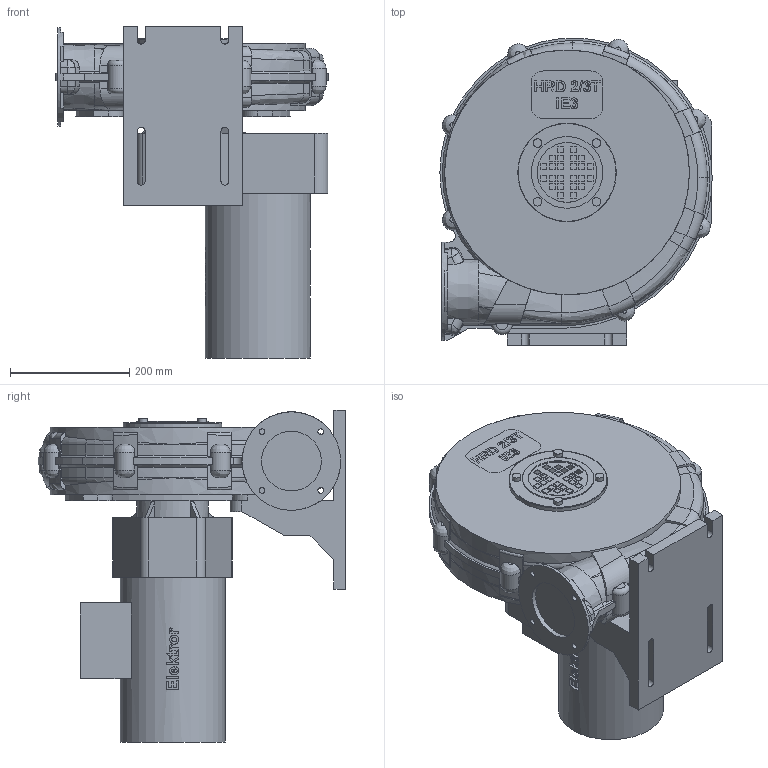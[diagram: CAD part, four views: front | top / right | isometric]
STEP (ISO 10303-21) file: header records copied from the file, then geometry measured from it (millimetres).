
FILE_DESCRIPTION((''),'2;1');
FILE_NAME('AttTemp.stp','2014-06-03T07:10:25',('Long'),(''),'Autodesk Inventor 2012','Autodesk Inventor 2012','');
FILE_SCHEMA(('AUTOMOTIVE_DESIGN { 1 0 10303 214 1 1 1 1 }'));
Length unit declared in the file: millimetre
Products named in the file (1): TB-4836
Bounding box: 456 x 515 x 556 mm (x, y, z)
Volume: 34958791.5 mm3; surface area: 1240322.5 mm2
Topology: 6 solids, 6 shells, 798 faces, 2267 edges, 1517 vertices
Faces by surface type: plane 434, bspline 164, cylinder 151, torus 34, cone 15
Full cylindrical faces by diameter (mm): 3 x1, 6.65 x4, 9.5 x4, 14.4 x4, 100 x3, 120 x2, 164 x1, 165 x3, 176 x1, 410 x2
Entity records: 30959 total; most frequent: CARTESIAN_POINT 10778, ORIENTED_EDGE 4400, DIRECTION 3319, EDGE_CURVE 2200, VERTEX_POINT 1492, VECTOR 1161, LINE 1161, AXIS2_PLACEMENT_3D 1079
